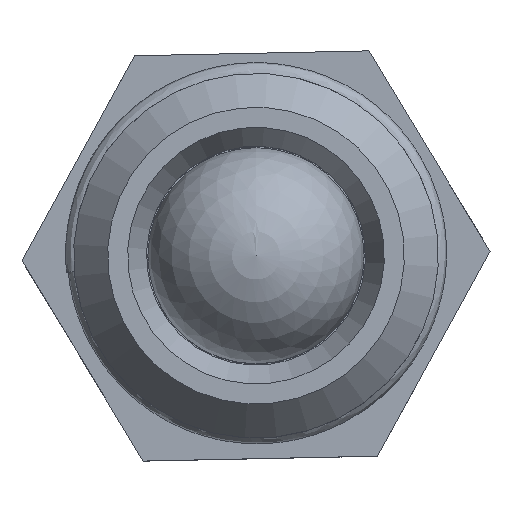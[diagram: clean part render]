
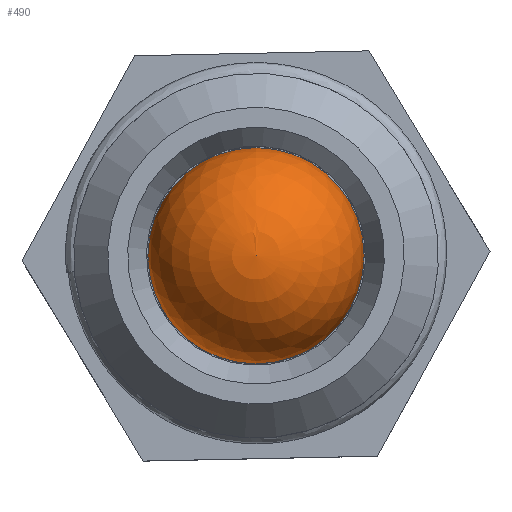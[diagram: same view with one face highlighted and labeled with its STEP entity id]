
A CAD part, top view. The second image highlights one B-rep face of the part: STEP entity #490.
In plain terms, the highlighted spherical face has radius 4 mm.
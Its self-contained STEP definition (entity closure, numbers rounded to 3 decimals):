
#490 = ADVANCED_FACE( '', ( #945, #946 ), #947, .T. );
#945 = FACE_BOUND( '', #2813, .T. );
#946 = FACE_OUTER_BOUND( '', #2814, .T. );
#947 = SPHERICAL_SURFACE( '', #2815, 4. );
#2813 = VERTEX_LOOP( '', #6932 );
#2814 = EDGE_LOOP( '', ( #6933 ) );
#2815 = AXIS2_PLACEMENT_3D( '', #6934, #6935, #6936 );
#6932 = VERTEX_POINT( '', #7613 );
#6933 = ORIENTED_EDGE( '', *, *, #7576, .F. );
#6934 = CARTESIAN_POINT( '', ( 0., 0., 7. ) );
#6935 = DIRECTION( '', ( 0., 0., -1. ) );
#6936 = DIRECTION( '', ( -1., 0., 0. ) );
#7576 = EDGE_CURVE( '', #8172, #8172, #8173, .T. );
#7613 = CARTESIAN_POINT( '', ( 0., 0., 11. ) );
#8172 = VERTEX_POINT( '', #15840 );
#8173 = CIRCLE( '', #15841, 4. );
#15840 = CARTESIAN_POINT( '', ( -4., 0., 7. ) );
#15841 = AXIS2_PLACEMENT_3D( '', #18915, #18916, #18917 );
#18915 = CARTESIAN_POINT( '', ( 0., 0., 7. ) );
#18916 = DIRECTION( '', ( 0., 0., -1. ) );
#18917 = DIRECTION( '', ( -1., 0., 0. ) );
